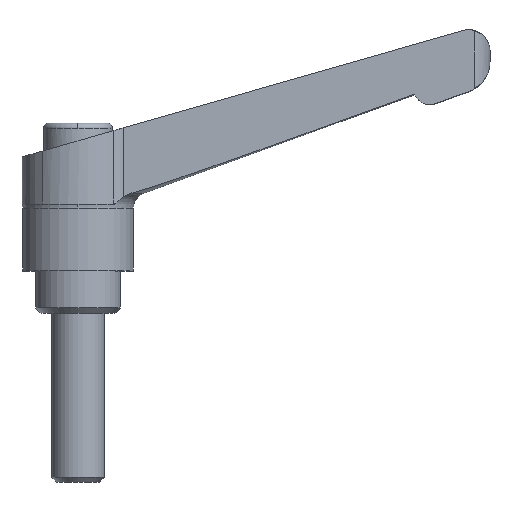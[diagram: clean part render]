
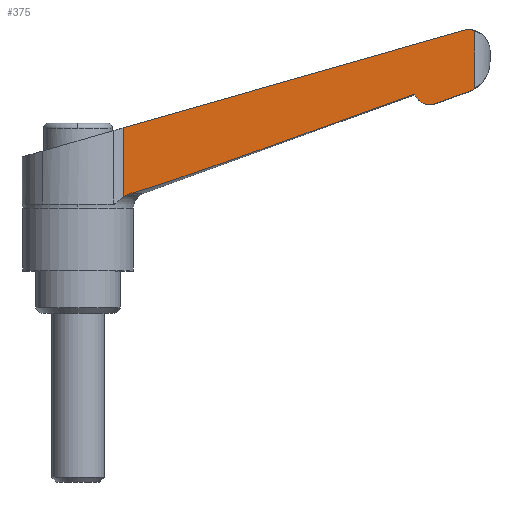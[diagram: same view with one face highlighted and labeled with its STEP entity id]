
A CAD part, top view. The second image highlights one B-rep face of the part: STEP entity #375.
In plain terms, the highlighted planar face has unit normal (0.035, 0, 0.999).
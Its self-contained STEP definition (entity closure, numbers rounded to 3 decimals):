
#261 = EDGE_CURVE( '', #667, #445, #747, .T. );
#281 = VERTEX_POINT( '', #767 );
#285 = EDGE_CURVE( '', #703, #417, #771, .T. );
#307 = VERTEX_POINT( '', #797 );
#311 = EDGE_CURVE( '', #667, #627, #802, .T. );
#375 = ADVANCED_FACE( '', ( #878 ), #879, .F. );
#403 = EDGE_CURVE( '', #417, #281, #911, .T. );
#417 = VERTEX_POINT( '', #926 );
#445 = VERTEX_POINT( '', #956 );
#477 = EDGE_CURVE( '', #281, #631, #990, .T. );
#517 = EDGE_CURVE( '', #535, #703, #1035, .T. );
#535 = VERTEX_POINT( '', #1053 );
#563 = EDGE_CURVE( '', #307, #445, #1085, .T. );
#627 = VERTEX_POINT( '', #1154 );
#631 = VERTEX_POINT( '', #1158 );
#655 = EDGE_CURVE( '', #631, #307, #1183, .T. );
#667 = VERTEX_POINT( '', #1195 );
#687 = EDGE_CURVE( '', #535, #627, #1218, .T. );
#703 = VERTEX_POINT( '', #1237 );
#747 = LINE( '', #1273, #1274 );
#767 = CARTESIAN_POINT( '', ( 63.759, 41.472, 5.535 ) );
#771 = ( B_SPLINE_CURVE( 2, ( #1310, #1311, #1312 ), .UNSPECIFIED., .F., .F. )B_SPLINE_CURVE_WITH_KNOTS( ( 3, 3 ), ( 0., 6.641 ), .UNSPECIFIED. )RATIONAL_B_SPLINE_CURVE( ( 1., 1.001, 1. ) )BOUNDED_CURVE(  )REPRESENTATION_ITEM( '' )GEOMETRIC_REPRESENTATION_ITEM(  )CURVE(  ) );
#797 = CARTESIAN_POINT( '', ( 8.587, 22.019, 7.462 ) );
#802 = B_SPLINE_CURVE_WITH_KNOTS( '', 3, ( #1357, #1358, #1359, #1360, #1361, #1362, #1363, #1364, #1365, #1366 ), .UNSPECIFIED., .F., .F., ( 4, 2, 2, 2, 4 ), ( 16.77, 17.076, 17.822, 18.567, 19.044 ), .UNSPECIFIED. );
#878 = FACE_OUTER_BOUND( '', #1481, .T. );
#879 = PLANE( '', #1482 );
#911 = B_SPLINE_CURVE_WITH_KNOTS( '', 3, ( #1530, #1531, #1532, #1533, #1534, #1535, #1536, #1537, #1538, #1539, #1540, #1541, #1542, #1543, #1544, #1545, #1546, #1547, #1548, #1549 ), .UNSPECIFIED., .F., .F., ( 4, 2, 2, 2, 2, 2, 2, 2, 2, 4 ), ( 3.469, 3.897, 4.457, 5.018, 5.578, 6.137, 6.696, 7.252, 7.808, 7.933 ), .UNSPECIFIED. );
#926 = CARTESIAN_POINT( '', ( 67.629, 39.679, 5.4 ) );
#956 = CARTESIAN_POINT( '', ( 8.587, 35.095, 7.462 ) );
#990 = ( B_SPLINE_CURVE( 2, ( #1676, #1677, #1678 ), .UNSPECIFIED., .F., .F. )B_SPLINE_CURVE_WITH_KNOTS( ( 3, 3 ), ( 0., 56.941 ), .UNSPECIFIED. )RATIONAL_B_SPLINE_CURVE( ( 1., 1.406, 1. ) )BOUNDED_CURVE(  )REPRESENTATION_ITEM( '' )GEOMETRIC_REPRESENTATION_ITEM(  )CURVE(  ) );
#1035 = B_SPLINE_CURVE_WITH_KNOTS( '', 3, ( #1753, #1754, #1755, #1756, #1757, #1758, #1759, #1760 ), .UNSPECIFIED., .F., .F., ( 4, 2, 2, 4 ), ( 5.625, 6.114, 6.672, 6.935 ), .UNSPECIFIED. );
#1053 = CARTESIAN_POINT( '', ( 75.099, 42.55, 5.139 ) );
#1085 = LINE( '', #1883, #1884 );
#1154 = CARTESIAN_POINT( '', ( 75.099, 53.483, 5.139 ) );
#1158 = CARTESIAN_POINT( '', ( 10.032, 22.718, 7.411 ) );
#1183 = B_SPLINE_CURVE_WITH_KNOTS( '', 3, ( #2028, #2029, #2030, #2031, #2032, #2033, #2034, #2035 ), .UNSPECIFIED., .F., .F., ( 4, 2, 2, 4 ), ( 6.057, 6.329, 7.048, 7.578 ), .UNSPECIFIED. );
#1195 = CARTESIAN_POINT( '', ( 73.337, 53.663, 5.201 ) );
#1218 = LINE( '', #2086, #2087 );
#1237 = CARTESIAN_POINT( '', ( 73.87, 41.939, 5.182 ) );
#1273 = CARTESIAN_POINT( '', ( -6.308, 30.824, 7.982 ) );
#1274 = VECTOR( '', #2163, 1. );
#1310 = CARTESIAN_POINT( '', ( 73.87, 41.939, 5.182 ) );
#1311 = CARTESIAN_POINT( '', ( 70.613, 40.759, 5.296 ) );
#1312 = CARTESIAN_POINT( '', ( 67.629, 39.679, 5.4 ) );
#1357 = CARTESIAN_POINT( '', ( 72.709, 53.537, 5.223 ) );
#1358 = CARTESIAN_POINT( '', ( 72.814, 53.567, 5.219 ) );
#1359 = CARTESIAN_POINT( '', ( 72.923, 53.593, 5.215 ) );
#1360 = CARTESIAN_POINT( '', ( 73.297, 53.667, 5.202 ) );
#1361 = CARTESIAN_POINT( '', ( 73.569, 53.692, 5.193 ) );
#1362 = CARTESIAN_POINT( '', ( 74.066, 53.692, 5.175 ) );
#1363 = CARTESIAN_POINT( '', ( 74.337, 53.667, 5.166 ) );
#1364 = CARTESIAN_POINT( '', ( 74.772, 53.581, 5.15 ) );
#1365 = CARTESIAN_POINT( '', ( 74.94, 53.536, 5.145 ) );
#1366 = CARTESIAN_POINT( '', ( 75.099, 53.483, 5.139 ) );
#1481 = EDGE_LOOP( '', ( #2336, #2337, #2338, #2339, #2340, #2341, #2342, #2343, #2344 ) );
#1482 = AXIS2_PLACEMENT_3D( '', #2345, #2346, #2347 );
#1530 = CARTESIAN_POINT( '', ( 67.629, 39.679, 5.4 ) );
#1531 = CARTESIAN_POINT( '', ( 67.49, 39.629, 5.405 ) );
#1532 = CARTESIAN_POINT( '', ( 67.339, 39.587, 5.41 ) );
#1533 = CARTESIAN_POINT( '', ( 66.987, 39.517, 5.422 ) );
#1534 = CARTESIAN_POINT( '', ( 66.783, 39.498, 5.429 ) );
#1535 = CARTESIAN_POINT( '', ( 66.41, 39.498, 5.442 ) );
#1536 = CARTESIAN_POINT( '', ( 66.206, 39.517, 5.45 ) );
#1537 = CARTESIAN_POINT( '', ( 65.807, 39.596, 5.464 ) );
#1538 = CARTESIAN_POINT( '', ( 65.611, 39.657, 5.47 ) );
#1539 = CARTESIAN_POINT( '', ( 65.266, 39.799, 5.482 ) );
#1540 = CARTESIAN_POINT( '', ( 65.085, 39.893, 5.489 ) );
#1541 = CARTESIAN_POINT( '', ( 64.748, 40.118, 5.501 ) );
#1542 = CARTESIAN_POINT( '', ( 64.591, 40.249, 5.506 ) );
#1543 = CARTESIAN_POINT( '', ( 64.327, 40.511, 5.515 ) );
#1544 = CARTESIAN_POINT( '', ( 64.197, 40.667, 5.52 ) );
#1545 = CARTESIAN_POINT( '', ( 63.972, 41.002, 5.528 ) );
#1546 = CARTESIAN_POINT( '', ( 63.877, 41.182, 5.531 ) );
#1547 = CARTESIAN_POINT( '', ( 63.79, 41.392, 5.534 ) );
#1548 = CARTESIAN_POINT( '', ( 63.774, 41.432, 5.535 ) );
#1549 = CARTESIAN_POINT( '', ( 63.759, 41.472, 5.535 ) );
#1676 = CARTESIAN_POINT( '', ( 63.759, 41.472, 5.535 ) );
#1677 = CARTESIAN_POINT( '', ( 18.795, 25.218, 7.105 ) );
#1678 = CARTESIAN_POINT( '', ( 10.032, 22.718, 7.411 ) );
#1753 = CARTESIAN_POINT( '', ( 75.099, 42.55, 5.139 ) );
#1754 = CARTESIAN_POINT( '', ( 74.95, 42.453, 5.144 ) );
#1755 = CARTESIAN_POINT( '', ( 74.797, 42.363, 5.15 ) );
#1756 = CARTESIAN_POINT( '', ( 74.468, 42.189, 5.161 ) );
#1757 = CARTESIAN_POINT( '', ( 74.291, 42.106, 5.167 ) );
#1758 = CARTESIAN_POINT( '', ( 74.038, 42.002, 5.176 ) );
#1759 = CARTESIAN_POINT( '', ( 73.955, 41.97, 5.179 ) );
#1760 = CARTESIAN_POINT( '', ( 73.87, 41.939, 5.182 ) );
#1883 = CARTESIAN_POINT( '', ( 8.587, 0., 7.462 ) );
#1884 = VECTOR( '', #2592, 1. );
#2028 = CARTESIAN_POINT( '', ( 10.032, 22.718, 7.411 ) );
#2029 = CARTESIAN_POINT( '', ( 9.94, 22.692, 7.414 ) );
#2030 = CARTESIAN_POINT( '', ( 9.851, 22.664, 7.418 ) );
#2031 = CARTESIAN_POINT( '', ( 9.539, 22.555, 7.428 ) );
#2032 = CARTESIAN_POINT( '', ( 9.298, 22.45, 7.437 ) );
#2033 = CARTESIAN_POINT( '', ( 8.899, 22.232, 7.451 ) );
#2034 = CARTESIAN_POINT( '', ( 8.736, 22.128, 7.457 ) );
#2035 = CARTESIAN_POINT( '', ( 8.587, 22.019, 7.462 ) );
#2086 = CARTESIAN_POINT( '', ( 75.099, 0., 5.139 ) );
#2087 = VECTOR( '', #2721, 1. );
#2163 = DIRECTION( '', ( -0.961, -0.275, 0.034 ) );
#2336 = ORIENTED_EDGE( '', *, *, #261, .T. );
#2337 = ORIENTED_EDGE( '', *, *, #563, .F. );
#2338 = ORIENTED_EDGE( '', *, *, #655, .F. );
#2339 = ORIENTED_EDGE( '', *, *, #477, .F. );
#2340 = ORIENTED_EDGE( '', *, *, #403, .F. );
#2341 = ORIENTED_EDGE( '', *, *, #285, .F. );
#2342 = ORIENTED_EDGE( '', *, *, #517, .F. );
#2343 = ORIENTED_EDGE( '', *, *, #687, .T. );
#2344 = ORIENTED_EDGE( '', *, *, #311, .F. );
#2345 = CARTESIAN_POINT( '', ( 8.587, 0., 7.462 ) );
#2346 = DIRECTION( '', ( -0.035, 0., -0.999 ) );
#2347 = DIRECTION( '', ( -0.999, 0., 0.035 ) );
#2592 = DIRECTION( '', ( 0., 1., 0. ) );
#2721 = DIRECTION( '', ( 0., 1., 0. ) );
